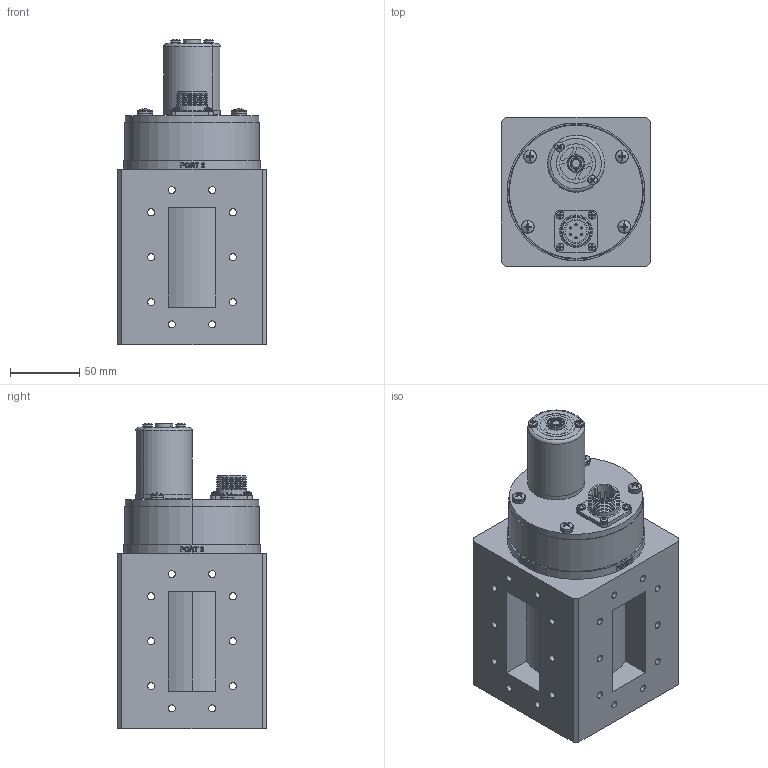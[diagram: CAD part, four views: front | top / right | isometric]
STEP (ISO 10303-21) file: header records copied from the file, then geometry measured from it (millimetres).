
FILE_DESCRIPTION (( 'STEP AP214' ), '1' );
FILE_NAME ('WR284 Standard series.STEP', '2008-10-24T15:14:02', ( 'Tom Nelson' ), ( 'Sector Microwave Ind, Inc' ), 'SwSTEP 2.0', 'SolidWorks 2008', '' );
FILE_SCHEMA (( 'AUTOMOTIVE_DESIGN' ));
Length unit declared in the file: inch
Products named in the file (1): WR284 Standard series
Bounding box: 107.95 x 107.95 x 221.47 mm (x, y, z)
Surface area: 129522.3 mm2 (no closed solid volume)
Topology: 0 solids, 53 shells, 519 faces, 1837 edges, 1348 vertices
Faces by surface type: cylinder 227, plane 184, torus 42, cone 34, sphere 22, bspline 10
Entity records: 34886 total; most frequent: CARTESIAN_POINT 12513, DIRECTION 3423, ORIENTED_EDGE 2802, EDGE_CURVE 1832, AXIS2_PLACEMENT_3D 1405, VERTEX_POINT 1345, CIRCLE 895, EDGE_LOOP 633
